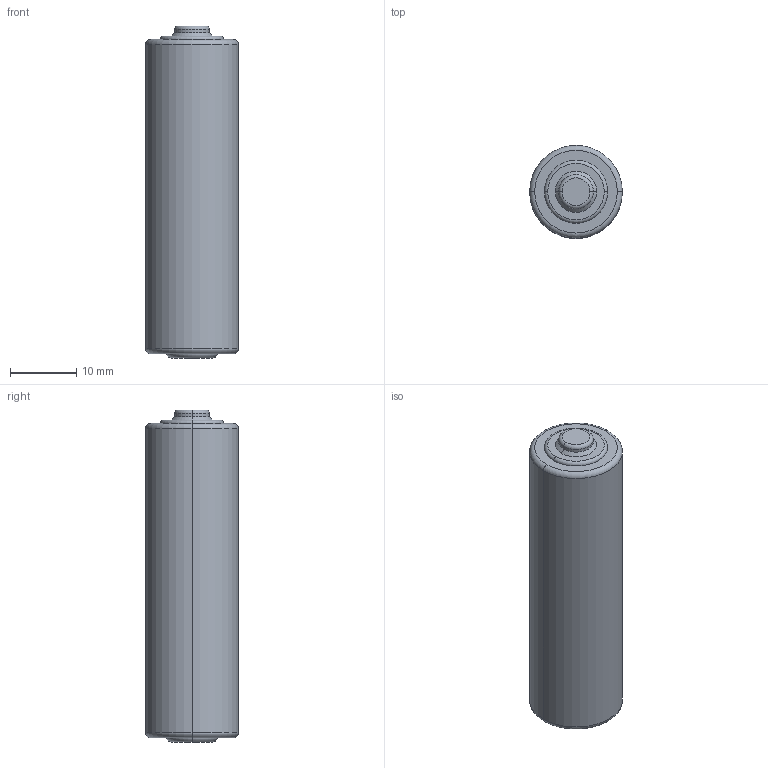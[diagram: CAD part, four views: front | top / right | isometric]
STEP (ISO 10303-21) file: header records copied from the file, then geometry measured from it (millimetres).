
FILE_DESCRIPTION (( 'STEP AP214' ), '1' );
FILE_NAME ('User Library-Batteria ricaricabile stilo.STEP', '2021-02-24T17:29:40', ( '' ), ( '' ), 'SwSTEP 2.0', 'SolidWorks 2020', '' );
FILE_SCHEMA (( 'AUTOMOTIVE_DESIGN' ));
Length unit declared in the file: millimetre
Products named in the file (1): User Library-Batteria ricaricabile stilo
Bounding box: 13.97 x 13.97 x 50.04 mm (x, y, z)
Volume: 7344.8 mm3; surface area: 2389 mm2
Topology: 1 solids, 1 shells, 21 faces, 40 edges, 24 vertices
Faces by surface type: torus 10, plane 5, cylinder 4, cone 2
Entity records: 622 total; most frequent: DIRECTION 118, CARTESIAN_POINT 86, ORIENTED_EDGE 80, AXIS2_PLACEMENT_3D 56, EDGE_CURVE 40, CIRCLE 34, EDGE_LOOP 24, VERTEX_POINT 24
